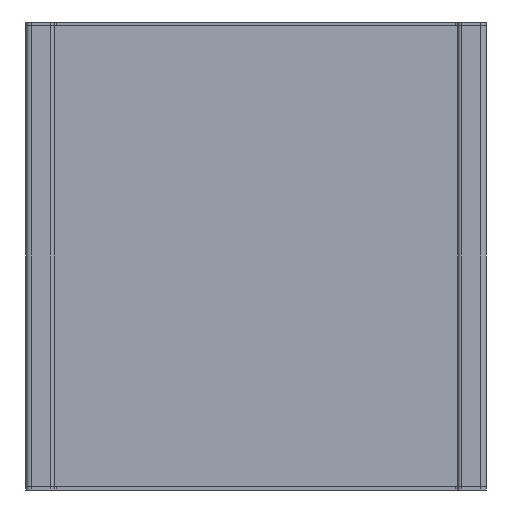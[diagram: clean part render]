
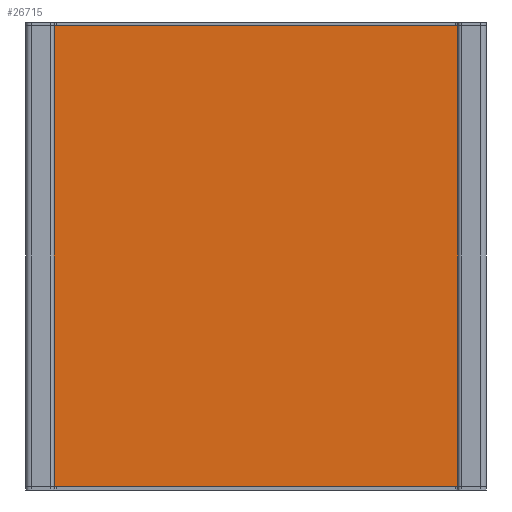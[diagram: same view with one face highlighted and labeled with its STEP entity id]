
A CAD part, front view. The second image highlights one B-rep face of the part: STEP entity #26715.
In plain terms, the highlighted planar face has unit normal (0, -1, 0).
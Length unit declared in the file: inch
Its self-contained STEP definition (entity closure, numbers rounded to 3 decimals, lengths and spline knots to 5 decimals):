
#305 = ORIENTED_EDGE ( 'NONE', *, *, #39562, .F. ) ;
#348 = CARTESIAN_POINT ( 'NONE',  ( 5.5325, -0.064, -0.375 ) ) ;
#699 = LINE ( 'NONE', #918, #31990 ) ;
#885 = VERTEX_POINT ( 'NONE', #7781 ) ;
#918 = CARTESIAN_POINT ( 'NONE',  ( 5.5325, -0.064, -5.369 ) ) ;
#1423 = DIRECTION ( 'NONE',  ( 0., -1., 0. ) ) ;
#1522 = LINE ( 'NONE', #8093, #15878 ) ;
#1705 = VERTEX_POINT ( 'NONE', #10719 ) ;
#1940 = DIRECTION ( 'NONE',  ( 0., -1., 0. ) ) ;
#2149 = CARTESIAN_POINT ( 'NONE',  ( 0.02, -0.064, -0.02 ) ) ;
#3073 = DIRECTION ( 'NONE',  ( 1., 0., 0. ) ) ;
#4319 = AXIS2_PLACEMENT_3D ( 'NONE', #17624, #30374, #10892 ) ;
#4340 = FACE_BOUND ( 'NONE', #8893, .T. ) ;
#5192 = VERTEX_POINT ( 'NONE', #11201 ) ;
#5353 = EDGE_CURVE ( 'NONE', #23527, #1705, #11814, .T. ) ;
#6148 = VECTOR ( 'NONE', #12922, 39.37008 ) ;
#6168 = LINE ( 'NONE', #18677, #18679 ) ;
#6675 = ORIENTED_EDGE ( 'NONE', *, *, #13133, .T. ) ;
#6770 = VECTOR ( 'NONE', #10230, 39.37008 ) ;
#7143 = CARTESIAN_POINT ( 'NONE',  ( 0., -0.064, 0. ) ) ;
#7200 = PLANE ( 'NONE',  #36405 ) ;
#7286 = ORIENTED_EDGE ( 'NONE', *, *, #15576, .T. ) ;
#7384 = ORIENTED_EDGE ( 'NONE', *, *, #30057, .T. ) ;
#7400 = DIRECTION ( 'NONE',  ( 0., 0., -1. ) ) ;
#7642 = CARTESIAN_POINT ( 'NONE',  ( 5.5325, -0.064, -0.375 ) ) ;
#7781 = CARTESIAN_POINT ( 'NONE',  ( 5.5325, -0.064, -5.369 ) ) ;
#7900 = DIRECTION ( 'NONE',  ( 0., 0., -1. ) ) ;
#8093 = CARTESIAN_POINT ( 'NONE',  ( 5.5325, -0.064, -5.619 ) ) ;
#8133 = ORIENTED_EDGE ( 'NONE', *, *, #10313, .T. ) ;
#8593 = VERTEX_POINT ( 'NONE', #39007 ) ;
#8893 = EDGE_LOOP ( 'NONE', ( #14411, #14960, #34968, #7384 ) ) ;
#9064 = CARTESIAN_POINT ( 'NONE',  ( 5.6575, -0.064, -0.625 ) ) ;
#10024 = CARTESIAN_POINT ( 'NONE',  ( 0.02, -0.064, -5.994 ) ) ;
#10078 = VECTOR ( 'NONE', #34616, 39.37008 ) ;
#10170 = CARTESIAN_POINT ( 'NONE',  ( 5.7, -0.064, 0. ) ) ;
#10215 = LINE ( 'NONE', #35265, #18467 ) ;
#10230 = DIRECTION ( 'NONE',  ( 0., 0., -1. ) ) ;
#10289 = CARTESIAN_POINT ( 'NONE',  ( 5.6575, -0.064, -5.619 ) ) ;
#10294 = CARTESIAN_POINT ( 'NONE',  ( 0., -0.064, -5.994 ) ) ;
#10313 = EDGE_CURVE ( 'NONE', #8593, #39046, #38356, .T. ) ;
#10719 = CARTESIAN_POINT ( 'NONE',  ( 5.72, -0.064, -5.974 ) ) ;
#10787 = EDGE_CURVE ( 'NONE', #13097, #28711, #12255, .T. ) ;
#10892 = DIRECTION ( 'NONE',  ( 0., 0., -1. ) ) ;
#11201 = CARTESIAN_POINT ( 'NONE',  ( 0., -0.064, -5.974 ) ) ;
#11595 = DIRECTION ( 'NONE',  ( -1., 0., 0. ) ) ;
#11814 = LINE ( 'NONE', #15104, #13766 ) ;
#11993 = AXIS2_PLACEMENT_3D ( 'NONE', #39124, #36042, #7900 ) ;
#12255 = LINE ( 'NONE', #12862, #10078 ) ;
#12607 = CARTESIAN_POINT ( 'NONE',  ( 5.5325, -0.064, -5.619 ) ) ;
#12731 = AXIS2_PLACEMENT_3D ( 'NONE', #26269, #1423, #7400 ) ;
#12862 = CARTESIAN_POINT ( 'NONE',  ( 0., -0.064, 0. ) ) ;
#12904 = VERTEX_POINT ( 'NONE', #21583 ) ;
#12922 = DIRECTION ( 'NONE',  ( 0., 0., 1. ) ) ;
#13028 = ORIENTED_EDGE ( 'NONE', *, *, #10787, .F. ) ;
#13030 = EDGE_CURVE ( 'NONE', #35937, #1705, #25074, .T. ) ;
#13097 = VERTEX_POINT ( 'NONE', #22595 ) ;
#13133 = EDGE_CURVE ( 'NONE', #39046, #24656, #23592, .T. ) ;
#13766 = VECTOR ( 'NONE', #40140, 39.37008 ) ;
#14371 = ORIENTED_EDGE ( 'NONE', *, *, #28209, .F. ) ;
#14411 = ORIENTED_EDGE ( 'NONE', *, *, #35998, .T. ) ;
#14423 = CARTESIAN_POINT ( 'NONE',  ( 5.6575, -0.064, -5.369 ) ) ;
#14702 = DIRECTION ( 'NONE',  ( 0., 0., -1. ) ) ;
#14801 = CARTESIAN_POINT ( 'NONE',  ( 5.5325, -0.064, -0.625 ) ) ;
#14960 = ORIENTED_EDGE ( 'NONE', *, *, #17750, .T. ) ;
#15104 = CARTESIAN_POINT ( 'NONE',  ( 5.72, -0.064, 0. ) ) ;
#15576 = EDGE_CURVE ( 'NONE', #26310, #8593, #6168, .T. ) ;
#15878 = VECTOR ( 'NONE', #11595, 39.37008 ) ;
#17075 = DIRECTION ( 'NONE',  ( 0., 0., 1. ) ) ;
#17104 = AXIS2_PLACEMENT_3D ( 'NONE', #2149, #1940, #14702 ) ;
#17624 = CARTESIAN_POINT ( 'NONE',  ( 5.7, -0.064, -0.02 ) ) ;
#17750 = EDGE_CURVE ( 'NONE', #885, #36143, #699, .T. ) ;
#17789 = CARTESIAN_POINT ( 'NONE',  ( 5.5325, -0.064, -5.619 ) ) ;
#18271 = EDGE_CURVE ( 'NONE', #24656, #26310, #23231, .T. ) ;
#18405 = CIRCLE ( 'NONE', #17104, 0.02 ) ;
#18467 = VECTOR ( 'NONE', #38342, 39.37008 ) ;
#18677 = CARTESIAN_POINT ( 'NONE',  ( 5.5325, -0.064, -0.375 ) ) ;
#18679 = VECTOR ( 'NONE', #3073, 39.37008 ) ;
#18748 = CARTESIAN_POINT ( 'NONE',  ( 5.7, -0.064, -5.994 ) ) ;
#18800 = CARTESIAN_POINT ( 'NONE',  ( 5.6575, -0.064, -5.619 ) ) ;
#19550 = LINE ( 'NONE', #12607, #21457 ) ;
#19713 = DIRECTION ( 'NONE',  ( 0., -1., 0. ) ) ;
#19728 = EDGE_LOOP ( 'NONE', ( #305, #39486, #14371, #30066, #38689, #26728, #13028, #31933 ) ) ;
#20189 = VECTOR ( 'NONE', #17075, 39.37008 ) ;
#20219 = EDGE_CURVE ( 'NONE', #36143, #33934, #28850, .T. ) ;
#21457 = VECTOR ( 'NONE', #25518, 39.37008 ) ;
#21583 = CARTESIAN_POINT ( 'NONE',  ( 0., -0.064, -0.02 ) ) ;
#21598 = EDGE_LOOP ( 'NONE', ( #8133, #6675, #26084, #7286 ) ) ;
#22595 = CARTESIAN_POINT ( 'NONE',  ( 0.02, -0.064, 0. ) ) ;
#23231 = LINE ( 'NONE', #7642, #20189 ) ;
#23527 = VERTEX_POINT ( 'NONE', #31952 ) ;
#23592 = LINE ( 'NONE', #14801, #34926 ) ;
#24174 = VECTOR ( 'NONE', #25981, 39.37008 ) ;
#24656 = VERTEX_POINT ( 'NONE', #31759 ) ;
#24902 = EDGE_CURVE ( 'NONE', #5192, #39533, #34287, .T. ) ;
#25074 = CIRCLE ( 'NONE', #12731, 0.02 ) ;
#25518 = DIRECTION ( 'NONE',  ( 0., 0., 1. ) ) ;
#25981 = DIRECTION ( 'NONE',  ( 0., 0., -1. ) ) ;
#26084 = ORIENTED_EDGE ( 'NONE', *, *, #18271, .T. ) ;
#26269 = CARTESIAN_POINT ( 'NONE',  ( 5.7, -0.064, -5.974 ) ) ;
#26310 = VERTEX_POINT ( 'NONE', #348 ) ;
#26715 = ADVANCED_FACE ( 'NONE', ( #4340, #38614, #35149 ), #7200, .T. ) ;
#26728 = ORIENTED_EDGE ( 'NONE', *, *, #34892, .T. ) ;
#28209 = EDGE_CURVE ( 'NONE', #35937, #39533, #10215, .T. ) ;
#28711 = VERTEX_POINT ( 'NONE', #10170 ) ;
#28850 = LINE ( 'NONE', #18800, #24174 ) ;
#29183 = DIRECTION ( 'NONE',  ( 0., 0., -1. ) ) ;
#30057 = EDGE_CURVE ( 'NONE', #33934, #36534, #1522, .T. ) ;
#30066 = ORIENTED_EDGE ( 'NONE', *, *, #13030, .T. ) ;
#30172 = DIRECTION ( 'NONE',  ( -1., 0., 0. ) ) ;
#30374 = DIRECTION ( 'NONE',  ( 0., -1., 0. ) ) ;
#31759 = CARTESIAN_POINT ( 'NONE',  ( 5.5325, -0.064, -0.625 ) ) ;
#31811 = LINE ( 'NONE', #7143, #6148 ) ;
#31933 = ORIENTED_EDGE ( 'NONE', *, *, #38212, .T. ) ;
#31952 = CARTESIAN_POINT ( 'NONE',  ( 5.72, -0.064, -0.02 ) ) ;
#31990 = VECTOR ( 'NONE', #37698, 39.37008 ) ;
#32419 = CARTESIAN_POINT ( 'NONE',  ( 5.6575, -0.064, -0.375 ) ) ;
#33934 = VERTEX_POINT ( 'NONE', #10289 ) ;
#34287 = CIRCLE ( 'NONE', #11993, 0.02 ) ;
#34616 = DIRECTION ( 'NONE',  ( 1., 0., 0. ) ) ;
#34892 = EDGE_CURVE ( 'NONE', #23527, #28711, #40397, .T. ) ;
#34926 = VECTOR ( 'NONE', #30172, 39.37008 ) ;
#34968 = ORIENTED_EDGE ( 'NONE', *, *, #20219, .T. ) ;
#35149 = FACE_OUTER_BOUND ( 'NONE', #19728, .T. ) ;
#35265 = CARTESIAN_POINT ( 'NONE',  ( 0., -0.064, -5.994 ) ) ;
#35937 = VERTEX_POINT ( 'NONE', #18748 ) ;
#35998 = EDGE_CURVE ( 'NONE', #36534, #885, #19550, .T. ) ;
#36042 = DIRECTION ( 'NONE',  ( 0., -1., 0. ) ) ;
#36143 = VERTEX_POINT ( 'NONE', #14423 ) ;
#36405 = AXIS2_PLACEMENT_3D ( 'NONE', #10294, #19713, #29183 ) ;
#36534 = VERTEX_POINT ( 'NONE', #17789 ) ;
#37698 = DIRECTION ( 'NONE',  ( 1., 0., 0. ) ) ;
#38212 = EDGE_CURVE ( 'NONE', #13097, #12904, #18405, .T. ) ;
#38342 = DIRECTION ( 'NONE',  ( -1., 0., 0. ) ) ;
#38356 = LINE ( 'NONE', #32419, #6770 ) ;
#38614 = FACE_BOUND ( 'NONE', #21598, .T. ) ;
#38689 = ORIENTED_EDGE ( 'NONE', *, *, #5353, .F. ) ;
#39007 = CARTESIAN_POINT ( 'NONE',  ( 5.6575, -0.064, -0.375 ) ) ;
#39046 = VERTEX_POINT ( 'NONE', #9064 ) ;
#39124 = CARTESIAN_POINT ( 'NONE',  ( 0.02, -0.064, -5.974 ) ) ;
#39486 = ORIENTED_EDGE ( 'NONE', *, *, #24902, .T. ) ;
#39533 = VERTEX_POINT ( 'NONE', #10024 ) ;
#39562 = EDGE_CURVE ( 'NONE', #5192, #12904, #31811, .T. ) ;
#40140 = DIRECTION ( 'NONE',  ( 0., 0., -1. ) ) ;
#40397 = CIRCLE ( 'NONE', #4319, 0.02 ) ;
